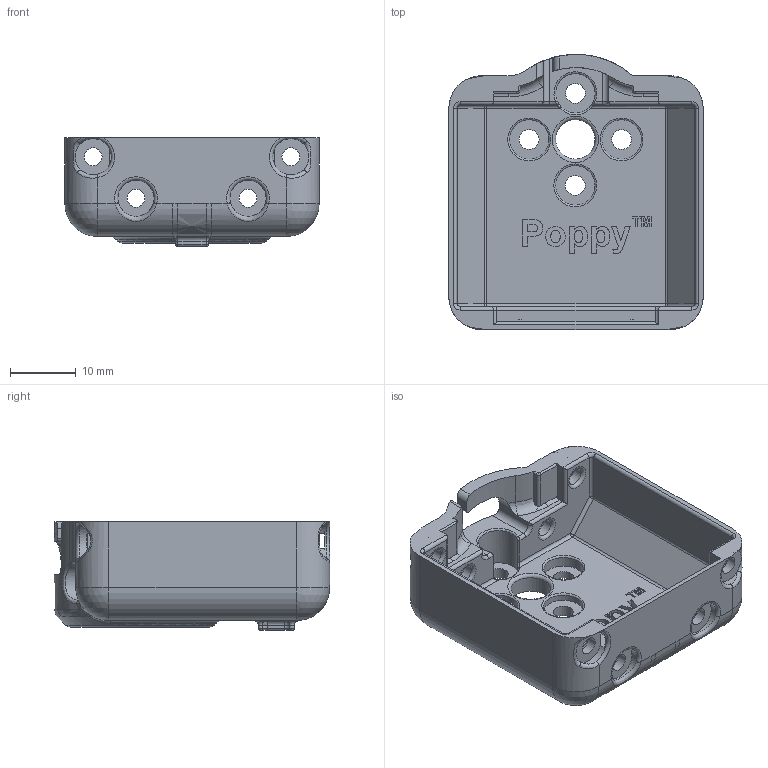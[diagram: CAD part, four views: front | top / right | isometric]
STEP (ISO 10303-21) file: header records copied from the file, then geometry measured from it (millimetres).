
FILE_DESCRIPTION(/* description */ (''),/* implementation_level */ '2;1');
FILE_NAME(/* name */ 'arm_connector_Feetech.step',/* time_stamp */ '2025-12-06T10:52:44+01:00',/* author */ (''),/* organization */ (''),/* preprocessor_version */ 'ST-DEVELOPER v20.1',/* originating_system */ 'Autodesk Translation Framework v14.21.0.0',/* authorisation */ '');
FILE_SCHEMA (('AUTOMOTIVE_DESIGN { 1 0 10303 214 3 1 1 }'));
Length unit declared in the file: millimetre
Products named in the file (1): arm_connector_MX-28
Bounding box: 38.6 x 41.75 x 16.5 mm (x, y, z)
Volume: 6464.6 mm3; surface area: 6938.4 mm2
Topology: 1 solids, 1 shells, 365 faces, 933 edges, 572 vertices
Faces by surface type: plane 114, cylinder 110, bspline 79, torus 49, sphere 12, cone 1
Full cylindrical faces by diameter (mm): 2.7 x8, 3 x4, 5.5 x4, 6 x5
Entity records: 16917 total; most frequent: CARTESIAN_POINT 8364, ORIENTED_EDGE 1850, DIRECTION 1690, EDGE_CURVE 925, AXIS2_PLACEMENT_3D 643, VERTEX_POINT 572, EDGE_LOOP 405, LINE 404
